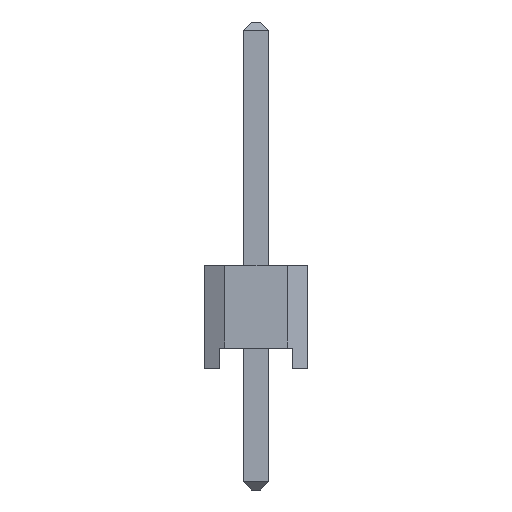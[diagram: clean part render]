
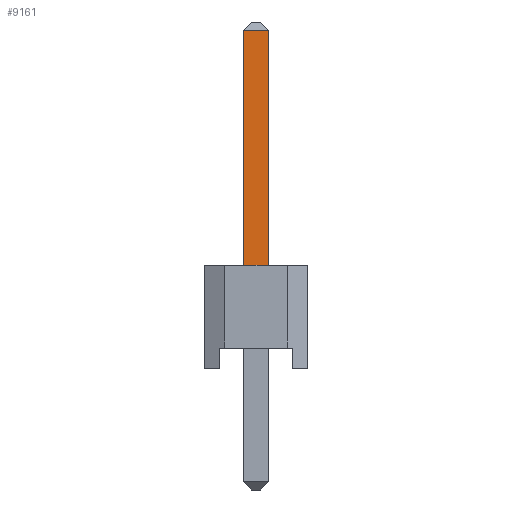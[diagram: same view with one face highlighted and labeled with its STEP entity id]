
A CAD part, left-side view. The second image highlights one B-rep face of the part: STEP entity #9161.
In plain terms, the highlighted planar face has unit normal (-1, 0, 0).
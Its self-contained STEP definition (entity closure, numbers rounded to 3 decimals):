
#1372=ORIENTED_EDGE('',*,*,#2331,.F.);
#1373=ORIENTED_EDGE('',*,*,#2560,.T.);
#1374=ORIENTED_EDGE('',*,*,#2559,.T.);
#1375=ORIENTED_EDGE('',*,*,#2561,.F.);
#2331=EDGE_CURVE('',#3115,#3112,#3823,.T.);
#2559=EDGE_CURVE('',#3241,#3242,#4051,.T.);
#2560=EDGE_CURVE('',#3115,#3241,#4052,.T.);
#2561=EDGE_CURVE('',#3112,#3242,#4053,.T.);
#3112=VERTEX_POINT('',#12262);
#3115=VERTEX_POINT('',#12267);
#3241=VERTEX_POINT('',#12726);
#3242=VERTEX_POINT('',#12730);
#3823=LINE('',#12268,#4739);
#4051=LINE('',#12737,#4967);
#4052=LINE('',#12739,#4968);
#4053=LINE('',#12740,#4969);
#4739=VECTOR('',#10403,1000.);
#4967=VECTOR('',#10857,1000.);
#4968=VECTOR('',#10860,1000.);
#4969=VECTOR('',#10861,1000.);
#5453=EDGE_LOOP('',(#1372,#1373,#1374,#1375));
#5847=FACE_BOUND('',#5453,.T.);
#6215=PLANE('',#9536);
#9161=ADVANCED_FACE('',(#5847),#6215,.F.);
#9536=AXIS2_PLACEMENT_3D('',#12738,#10858,#10859);
#10403=DIRECTION('',(0.,0.,-1.));
#10857=DIRECTION('',(0.,0.,-1.));
#10858=DIRECTION('',(1.,0.,0.));
#10859=DIRECTION('',(0.,1.,0.));
#10860=DIRECTION('',(0.,1.,0.));
#10861=DIRECTION('',(0.,1.,0.));
#12262=CARTESIAN_POINT('',(-15.56,1.27,-0.32));
#12267=CARTESIAN_POINT('',(-15.56,1.27,0.32));
#12268=CARTESIAN_POINT('',(-15.56,1.27,0.32));
#12726=CARTESIAN_POINT('',(-15.56,7.07,0.32));
#12730=CARTESIAN_POINT('',(-15.56,7.07,-0.32));
#12737=CARTESIAN_POINT('',(-15.56,7.07,-0.32));
#12738=CARTESIAN_POINT('',(-15.56,-4.27,-0.32));
#12739=CARTESIAN_POINT('',(-15.56,-4.27,0.32));
#12740=CARTESIAN_POINT('',(-15.56,-4.27,-0.32));
